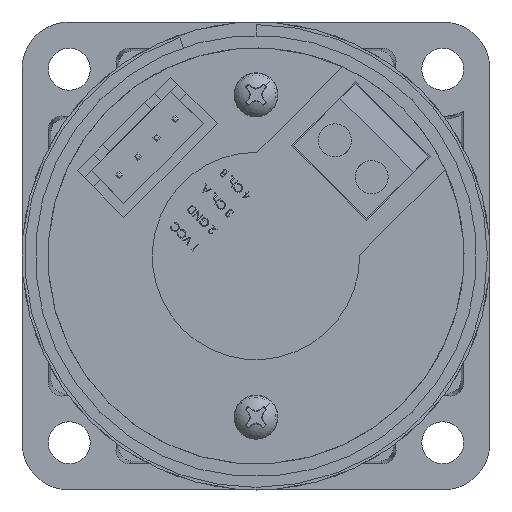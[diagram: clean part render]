
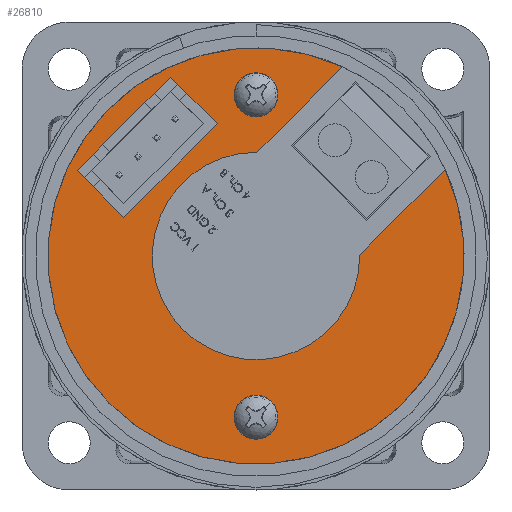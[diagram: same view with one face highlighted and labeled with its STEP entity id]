
A CAD part, front view. The second image highlights one B-rep face of the part: STEP entity #26810.
In plain terms, the highlighted face is planar.
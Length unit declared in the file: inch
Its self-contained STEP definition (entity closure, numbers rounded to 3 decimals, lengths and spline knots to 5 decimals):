
#479 = EDGE_CURVE ( 'NONE', #22040, #1622, #28927, .T. ) ;
#797 = DIRECTION ( 'NONE',  ( -1., 0., 0. ) ) ;
#865 = ORIENTED_EDGE ( 'NONE', *, *, #59426, .F. ) ;
#1180 = DIRECTION ( 'NONE',  ( 0., 0., 1. ) ) ;
#1514 = DIRECTION ( 'NONE',  ( 0., 0., -1. ) ) ;
#1622 = VERTEX_POINT ( 'NONE', #13122 ) ;
#1806 = EDGE_CURVE ( 'NONE', #41220, #56339, #54896, .T. ) ;
#1948 = LINE ( 'NONE', #57779, #14266 ) ;
#2019 = CARTESIAN_POINT ( 'NONE',  ( 0.7075, 0.6415, 0. ) ) ;
#2414 = CARTESIAN_POINT ( 'NONE',  ( 0.7075, 0.6415, 0.25 ) ) ;
#5229 = CARTESIAN_POINT ( 'NONE',  ( -0.275, 0.6415, 0.73792 ) ) ;
#5269 = ORIENTED_EDGE ( 'NONE', *, *, #57323, .F. ) ;
#5395 = CARTESIAN_POINT ( 'NONE',  ( 0., 0.6415, -0.7875 ) ) ;
#5450 = CARTESIAN_POINT ( 'NONE',  ( 0., 0.6415, 0.25 ) ) ;
#5545 = CARTESIAN_POINT ( 'NONE',  ( 0.4575, 0.6415, -0.25 ) ) ;
#5628 = PLANE ( 'NONE',  #20001 ) ;
#5631 = DIRECTION ( 'NONE',  ( 1., 0., 0. ) ) ;
#5645 = ORIENTED_EDGE ( 'NONE', *, *, #43873, .F. ) ;
#7029 = VERTEX_POINT ( 'NONE', #39034 ) ;
#7047 = EDGE_LOOP ( 'NONE', ( #51058, #8953, #29856, #5645, #41263, #57434, #59284, #15386, #5269, #29705, #13641, #49306 ) ) ;
#7501 = LINE ( 'NONE', #32762, #32305 ) ;
#7507 = CARTESIAN_POINT ( 'NONE',  ( 0.7075, 0.6415, -0.1625 ) ) ;
#7853 = VECTOR ( 'NONE', #26218, 39.37008 ) ;
#8355 = DIRECTION ( 'NONE',  ( 0., 1., 0. ) ) ;
#8953 = ORIENTED_EDGE ( 'NONE', *, *, #55103, .F. ) ;
#9638 = EDGE_CURVE ( 'NONE', #60066, #34412, #31037, .T. ) ;
#10081 = DIRECTION ( 'NONE',  ( 0., 0., -1. ) ) ;
#10969 = DIRECTION ( 'NONE',  ( -1., 0., 0. ) ) ;
#12640 = EDGE_CURVE ( 'NONE', #45334, #41220, #58364, .T. ) ;
#12662 = LINE ( 'NONE', #24827, #48268 ) ;
#12885 = EDGE_LOOP ( 'NONE', ( #55798, #865, #48941, #53825, #29638, #42009 ) ) ;
#12936 = CARTESIAN_POINT ( 'NONE',  ( 0.62, 0.6415, 0.25 ) ) ;
#13114 = CARTESIAN_POINT ( 'NONE',  ( 0.7075, 0.6415, -0.25 ) ) ;
#13122 = CARTESIAN_POINT ( 'NONE',  ( 0.67, 0.6415, -0.25 ) ) ;
#13641 = ORIENTED_EDGE ( 'NONE', *, *, #1806, .F. ) ;
#13670 = CARTESIAN_POINT ( 'NONE',  ( -0.275, 0.6415, 0.28006 ) ) ;
#13722 = EDGE_CURVE ( 'NONE', #7029, #58179, #12662, .T. ) ;
#13851 = CARTESIAN_POINT ( 'NONE',  ( 0.4575, 0.6415, 0.25 ) ) ;
#14197 = VERTEX_POINT ( 'NONE', #2414 ) ;
#14266 = VECTOR ( 'NONE', #34536, 39.37008 ) ;
#15386 = ORIENTED_EDGE ( 'NONE', *, *, #479, .F. ) ;
#17141 = CARTESIAN_POINT ( 'NONE',  ( 0.7075, 0.6415, -0.1125 ) ) ;
#18170 = CARTESIAN_POINT ( 'NONE',  ( 0., 0.6415, 0. ) ) ;
#20001 = AXIS2_PLACEMENT_3D ( 'NONE', #56895, #29031, #1180 ) ;
#20516 = DIRECTION ( 'NONE',  ( 0., 1., 0. ) ) ;
#20994 = EDGE_CURVE ( 'NONE', #58179, #43055, #7501, .T. ) ;
#20995 = VECTOR ( 'NONE', #31455, 39.37008 ) ;
#22040 = VERTEX_POINT ( 'NONE', #13114 ) ;
#22818 = VECTOR ( 'NONE', #797, 39.37008 ) ;
#22878 = DIRECTION ( 'NONE',  ( 0., 0., 1. ) ) ;
#23015 = VECTOR ( 'NONE', #5631, 39.37008 ) ;
#23931 = VERTEX_POINT ( 'NONE', #5395 ) ;
#24538 = AXIS2_PLACEMENT_3D ( 'NONE', #36213, #8355, #40904 ) ;
#24827 = CARTESIAN_POINT ( 'NONE',  ( 0.4575, 0.6415, -0.25 ) ) ;
#24932 = CARTESIAN_POINT ( 'NONE',  ( 0.275, 0.6415, 0.28006 ) ) ;
#24954 = VECTOR ( 'NONE', #31817, 39.37008 ) ;
#26218 = DIRECTION ( 'NONE',  ( 0., 0., -1. ) ) ;
#26516 = DIRECTION ( 'NONE',  ( 0., 1., 0. ) ) ;
#26810 = ADVANCED_FACE ( 'NONE', ( #43531, #57461 ), #5628, .T. ) ;
#26857 = CIRCLE ( 'NONE', #24538, 0.3925 ) ;
#26925 = VERTEX_POINT ( 'NONE', #24932 ) ;
#27354 = CARTESIAN_POINT ( 'NONE',  ( 0.275, 0.6415, 0.73792 ) ) ;
#28447 = VERTEX_POINT ( 'NONE', #7507 ) ;
#28652 = CARTESIAN_POINT ( 'NONE',  ( 0., 0.6415, -0.25 ) ) ;
#28927 = LINE ( 'NONE', #33726, #53632 ) ;
#29031 = DIRECTION ( 'NONE',  ( 0., 1., 0. ) ) ;
#29638 = ORIENTED_EDGE ( 'NONE', *, *, #48299, .T. ) ;
#29705 = ORIENTED_EDGE ( 'NONE', *, *, #32469, .F. ) ;
#29856 = ORIENTED_EDGE ( 'NONE', *, *, #9638, .F. ) ;
#30896 = CARTESIAN_POINT ( 'NONE',  ( 0.7075, 0.6415, -0.25 ) ) ;
#31037 = LINE ( 'NONE', #5450, #23015 ) ;
#31079 = CARTESIAN_POINT ( 'NONE',  ( 0.4575, 0.6415, 0.25 ) ) ;
#31311 = VERTEX_POINT ( 'NONE', #27354 ) ;
#31365 = VERTEX_POINT ( 'NONE', #60057 ) ;
#31455 = DIRECTION ( 'NONE',  ( 1., 0., 0. ) ) ;
#31562 = VECTOR ( 'NONE', #51057, 39.37008 ) ;
#31817 = DIRECTION ( 'NONE',  ( 0., 0., -1. ) ) ;
#32305 = VECTOR ( 'NONE', #45741, 39.37008 ) ;
#32469 = EDGE_CURVE ( 'NONE', #56339, #28447, #49640, .T. ) ;
#32577 = EDGE_CURVE ( 'NONE', #14197, #45334, #34391, .T. ) ;
#32762 = CARTESIAN_POINT ( 'NONE',  ( 0.4575, 0.6415, -0.25 ) ) ;
#33584 = VECTOR ( 'NONE', #39207, 39.37008 ) ;
#33726 = CARTESIAN_POINT ( 'NONE',  ( 0.4575, 0.6415, -0.25 ) ) ;
#34365 = EDGE_CURVE ( 'NONE', #26925, #31365, #26857, .T. ) ;
#34391 = LINE ( 'NONE', #47453, #57733 ) ;
#34412 = VERTEX_POINT ( 'NONE', #53311 ) ;
#34536 = DIRECTION ( 'NONE',  ( 0., 0., -1. ) ) ;
#34609 = CIRCLE ( 'NONE', #42217, 0.3925 ) ;
#36213 = CARTESIAN_POINT ( 'NONE',  ( 0., 0.6415, 0. ) ) ;
#36253 = CARTESIAN_POINT ( 'NONE',  ( 0.7075, 0.6415, 0. ) ) ;
#36427 = EDGE_CURVE ( 'NONE', #31311, #26925, #1948, .T. ) ;
#36790 = AXIS2_PLACEMENT_3D ( 'NONE', #18170, #50736, #22878 ) ;
#36873 = DIRECTION ( 'NONE',  ( 0., 0., 1. ) ) ;
#38242 = CIRCLE ( 'NONE', #36790, 0.7875 ) ;
#39034 = CARTESIAN_POINT ( 'NONE',  ( 0.62, 0.6415, -0.25 ) ) ;
#39207 = DIRECTION ( 'NONE',  ( 0., 0., -1. ) ) ;
#40904 = DIRECTION ( 'NONE',  ( 0., 0., 1. ) ) ;
#41220 = VERTEX_POINT ( 'NONE', #55367 ) ;
#41263 = ORIENTED_EDGE ( 'NONE', *, *, #20994, .F. ) ;
#41511 = CIRCLE ( 'NONE', #58437, 0.7875 ) ;
#41922 = CARTESIAN_POINT ( 'NONE',  ( -0.275, 0.6415, 0.28006 ) ) ;
#42009 = ORIENTED_EDGE ( 'NONE', *, *, #45229, .T. ) ;
#42217 = AXIS2_PLACEMENT_3D ( 'NONE', #48355, #20516, #53091 ) ;
#42477 = VECTOR ( 'NONE', #1514, 39.37008 ) ;
#43055 = VERTEX_POINT ( 'NONE', #31079 ) ;
#43531 = FACE_BOUND ( 'NONE', #7047, .T. ) ;
#43873 = EDGE_CURVE ( 'NONE', #43055, #60066, #56291, .T. ) ;
#45229 = EDGE_CURVE ( 'NONE', #23931, #52765, #41511, .T. ) ;
#45334 = VERTEX_POINT ( 'NONE', #60037 ) ;
#45729 = LINE ( 'NONE', #49678, #20995 ) ;
#45741 = DIRECTION ( 'NONE',  ( 0., 0., 1. ) ) ;
#46406 = LINE ( 'NONE', #30896, #7853 ) ;
#47385 = LINE ( 'NONE', #41922, #56930 ) ;
#47453 = CARTESIAN_POINT ( 'NONE',  ( 0.7075, 0.6415, -0.25 ) ) ;
#47780 = CARTESIAN_POINT ( 'NONE',  ( 0.7075, 0.6415, -0.25 ) ) ;
#47912 = DIRECTION ( 'NONE',  ( -1., 0., 0. ) ) ;
#48268 = VECTOR ( 'NONE', #10969, 39.37008 ) ;
#48299 = EDGE_CURVE ( 'NONE', #31311, #23931, #38242, .T. ) ;
#48355 = CARTESIAN_POINT ( 'NONE',  ( 0., 0.6415, 0. ) ) ;
#48941 = ORIENTED_EDGE ( 'NONE', *, *, #34365, .F. ) ;
#49306 = ORIENTED_EDGE ( 'NONE', *, *, #12640, .F. ) ;
#49640 = LINE ( 'NONE', #36253, #24954 ) ;
#49678 = CARTESIAN_POINT ( 'NONE',  ( 0.4575, 0.6415, 0.25 ) ) ;
#50174 = VERTEX_POINT ( 'NONE', #13670 ) ;
#50736 = DIRECTION ( 'NONE',  ( 0., 1., 0. ) ) ;
#51057 = DIRECTION ( 'NONE',  ( 1., 0., 0. ) ) ;
#51058 = ORIENTED_EDGE ( 'NONE', *, *, #32577, .F. ) ;
#52198 = EDGE_CURVE ( 'NONE', #1622, #7029, #58502, .T. ) ;
#52765 = VERTEX_POINT ( 'NONE', #5229 ) ;
#53091 = DIRECTION ( 'NONE',  ( 0., 0., 1. ) ) ;
#53259 = EDGE_CURVE ( 'NONE', #50174, #52765, #47385, .T. ) ;
#53311 = CARTESIAN_POINT ( 'NONE',  ( 0.67, 0.6415, 0.25 ) ) ;
#53632 = VECTOR ( 'NONE', #47912, 39.37008 ) ;
#53825 = ORIENTED_EDGE ( 'NONE', *, *, #36427, .F. ) ;
#54333 = CARTESIAN_POINT ( 'NONE',  ( 0., 0.6415, 0. ) ) ;
#54896 = LINE ( 'NONE', #47780, #42477 ) ;
#55103 = EDGE_CURVE ( 'NONE', #34412, #14197, #45729, .T. ) ;
#55367 = CARTESIAN_POINT ( 'NONE',  ( 0.7075, 0.6415, 0.1125 ) ) ;
#55798 = ORIENTED_EDGE ( 'NONE', *, *, #53259, .F. ) ;
#56291 = LINE ( 'NONE', #13851, #31562 ) ;
#56339 = VERTEX_POINT ( 'NONE', #17141 ) ;
#56895 = CARTESIAN_POINT ( 'NONE',  ( 0., 0.6415, 0. ) ) ;
#56930 = VECTOR ( 'NONE', #36873, 39.37008 ) ;
#57323 = EDGE_CURVE ( 'NONE', #28447, #22040, #46406, .T. ) ;
#57434 = ORIENTED_EDGE ( 'NONE', *, *, #13722, .F. ) ;
#57461 = FACE_OUTER_BOUND ( 'NONE', #12885, .T. ) ;
#57733 = VECTOR ( 'NONE', #10081, 39.37008 ) ;
#57779 = CARTESIAN_POINT ( 'NONE',  ( 0.275, 0.6415, 0.28006 ) ) ;
#58179 = VERTEX_POINT ( 'NONE', #5545 ) ;
#58364 = LINE ( 'NONE', #2019, #33584 ) ;
#58437 = AXIS2_PLACEMENT_3D ( 'NONE', #54333, #26516, #59040 ) ;
#58502 = LINE ( 'NONE', #28652, #22818 ) ;
#59040 = DIRECTION ( 'NONE',  ( 0., 0., 1. ) ) ;
#59284 = ORIENTED_EDGE ( 'NONE', *, *, #52198, .F. ) ;
#59426 = EDGE_CURVE ( 'NONE', #31365, #50174, #34609, .T. ) ;
#60037 = CARTESIAN_POINT ( 'NONE',  ( 0.7075, 0.6415, 0.1625 ) ) ;
#60057 = CARTESIAN_POINT ( 'NONE',  ( 0., 0.6415, -0.3925 ) ) ;
#60066 = VERTEX_POINT ( 'NONE', #12936 ) ;
